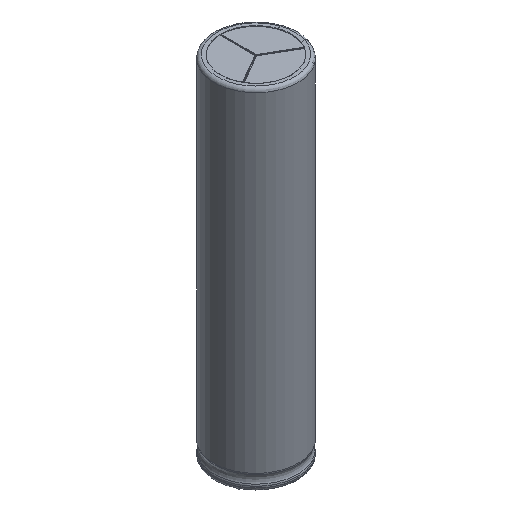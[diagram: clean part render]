
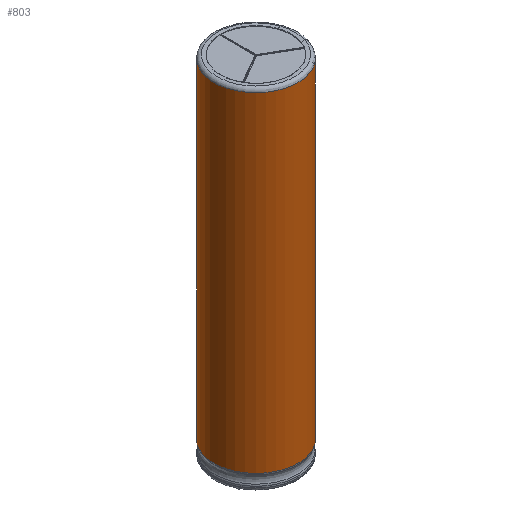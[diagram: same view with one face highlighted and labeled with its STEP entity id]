
A CAD part, isometric view. The second image highlights one B-rep face of the part: STEP entity #803.
In plain terms, the highlighted cylindrical face has radius 6.25 mm (diameter 12.5 mm), a partial arc.
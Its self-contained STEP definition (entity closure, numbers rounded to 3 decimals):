
#62=CYLINDRICAL_SURFACE('',#904,6.25);
#99=CIRCLE('',#897,6.25);
#100=CIRCLE('',#899,6.25);
#102=CIRCLE('',#902,6.25);
#104=CIRCLE('',#905,6.25);
#156=FACE_OUTER_BOUND('',#207,.T.);
#207=EDGE_LOOP('',(#610,#611,#612,#613,#614,#615));
#259=LINE('',#1487,#290);
#260=LINE('',#1490,#291);
#290=VECTOR('',#1102,10.);
#291=VECTOR('',#1105,10.);
#351=VERTEX_POINT('',#1465);
#354=VERTEX_POINT('',#1470);
#355=VERTEX_POINT('',#1474);
#356=VERTEX_POINT('',#1476);
#357=VERTEX_POINT('',#1486);
#358=VERTEX_POINT('',#1488);
#450=EDGE_CURVE('',#356,#355,#99,.T.);
#451=EDGE_CURVE('',#355,#354,#100,.T.);
#453=EDGE_CURVE('',#351,#356,#102,.T.);
#455=EDGE_CURVE('',#357,#351,#259,.T.);
#456=EDGE_CURVE('',#358,#357,#104,.T.);
#457=EDGE_CURVE('',#358,#354,#260,.T.);
#610=ORIENTED_EDGE('',*,*,#451,.F.);
#611=ORIENTED_EDGE('',*,*,#450,.F.);
#612=ORIENTED_EDGE('',*,*,#453,.F.);
#613=ORIENTED_EDGE('',*,*,#455,.F.);
#614=ORIENTED_EDGE('',*,*,#456,.F.);
#615=ORIENTED_EDGE('',*,*,#457,.T.);
#803=ADVANCED_FACE('',(#156),#62,.T.);
#897=AXIS2_PLACEMENT_3D('',#1478,#1086,#1087);
#899=AXIS2_PLACEMENT_3D('',#1480,#1090,#1091);
#902=AXIS2_PLACEMENT_3D('',#1483,#1096,#1097);
#904=AXIS2_PLACEMENT_3D('',#1485,#1100,#1101);
#905=AXIS2_PLACEMENT_3D('',#1489,#1103,#1104);
#1086=DIRECTION('center_axis',(0.,0.,-1.));
#1087=DIRECTION('ref_axis',(-1.,0.,0.));
#1090=DIRECTION('center_axis',(0.,0.,-1.));
#1091=DIRECTION('ref_axis',(0.96,0.28,0.));
#1096=DIRECTION('center_axis',(0.,0.,-1.));
#1097=DIRECTION('ref_axis',(0.96,-0.28,0.));
#1100=DIRECTION('center_axis',(0.,0.,1.));
#1101=DIRECTION('ref_axis',(-1.,0.,0.));
#1102=DIRECTION('',(0.,0.,-1.));
#1103=DIRECTION('center_axis',(0.,0.,1.));
#1104=DIRECTION('ref_axis',(1.,0.,0.));
#1105=DIRECTION('',(0.,0.,-1.));
#1465=CARTESIAN_POINT('',(6.,-1.75,2.481));
#1470=CARTESIAN_POINT('',(6.,1.75,2.481));
#1474=CARTESIAN_POINT('',(5.995,1.765,2.481));
#1476=CARTESIAN_POINT('',(5.995,-1.765,2.481));
#1478=CARTESIAN_POINT('Origin',(0.,0.,2.481));
#1480=CARTESIAN_POINT('Origin',(0.,0.,2.481));
#1483=CARTESIAN_POINT('Origin',(0.,0.,2.481));
#1485=CARTESIAN_POINT('Origin',(0.,0.,26.925));
#1486=CARTESIAN_POINT('',(6.,-1.75,51.5));
#1487=CARTESIAN_POINT('',(6.,-1.75,26.925));
#1488=CARTESIAN_POINT('',(6.,1.75,51.5));
#1489=CARTESIAN_POINT('Origin',(0.,0.,51.5));
#1490=CARTESIAN_POINT('',(6.,1.75,26.925));
